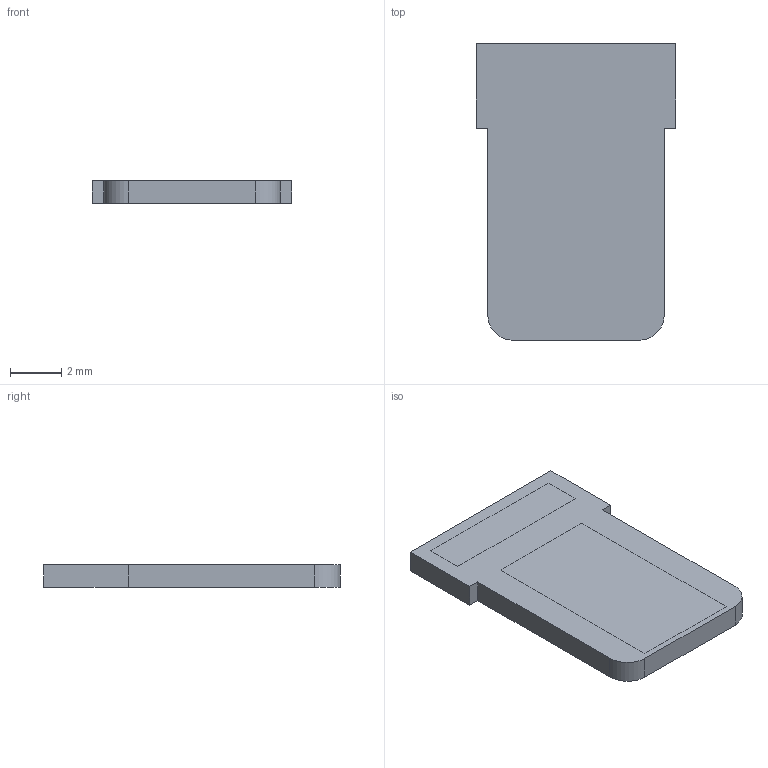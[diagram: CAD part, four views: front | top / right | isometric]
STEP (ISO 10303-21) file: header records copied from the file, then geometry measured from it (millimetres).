
FILE_DESCRIPTION(('STEP AP214'),'1');
FILE_NAME('SB0101-INSERT_Rev_BoardAndModels.step','2025-05-16T15:12:00',(' '),(' '),'Spatial InterOp 3D','XD3DPlugin XRACreate',' ');
FILE_SCHEMA(('automotive_design'));
Length unit declared in the file: millimetre
Products named in the file (9): DesignRootModel; uid__9223372036857029025; Submodel-noModelForPart_GOLDFINGER_5X2_2.54_SMD_DS_3652222391; placementOutline; Submodel-GOLDFINGER_5X2_2.54_SMD_DS_3652222391_part_GOLDFINGER_5X2_1.0_SMD_DS; Submodel-noModelForPart_76341-305LF_3167712869; Submodel-76341-305LF_3167712869_part_SIP-5P-1.27; SB0101-INSERT_Rev_BoardAndModels
Assembly tree (8 placements, depth 5):
  SB0101-INSERT_Rev_BoardAndModels
    DesignRootModel
      uid__9223372036857029025
      Submodel-GOLDFINGER_5X2_2.54_SMD_DS_3652222391_part_GOLDFINGER_5X2_1.0_SMD_DS
        Submodel-noModelForPart_GOLDFINGER_5X2_2.54_SMD_DS_3652222391
          placementOutline
      Submodel-76341-305LF_3167712869_part_SIP-5P-1.27
        Submodel-noModelForPart_76341-305LF_3167712869
          placementOutline
Bounding box: 7.8 x 11.6 x 0.9 mm (x, y, z)
Volume: 75.1 mm3; surface area: 291.5 mm2
Topology: 3 solids, 3 shells, 24 faces, 54 edges, 36 vertices
Faces by surface type: plane 22, cylinder 2
Entity records: 1108 total; most frequent: DIRECTION 134, CARTESIAN_POINT 128, ORIENTED_EDGE 108, EDGE_CURVE 54, LINE 50, VECTOR 50, AXIS2_PLACEMENT_3D 42, VERTEX_POINT 36
